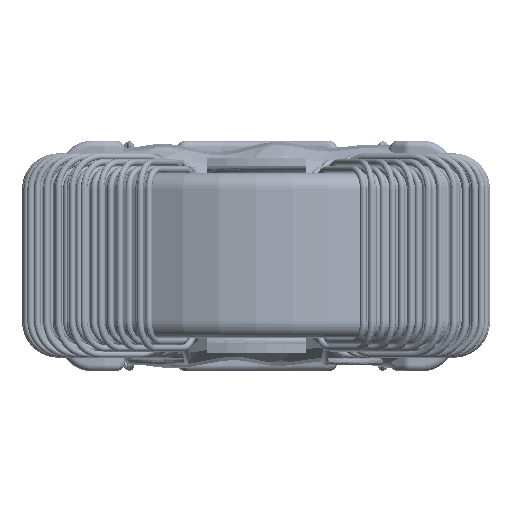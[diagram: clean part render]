
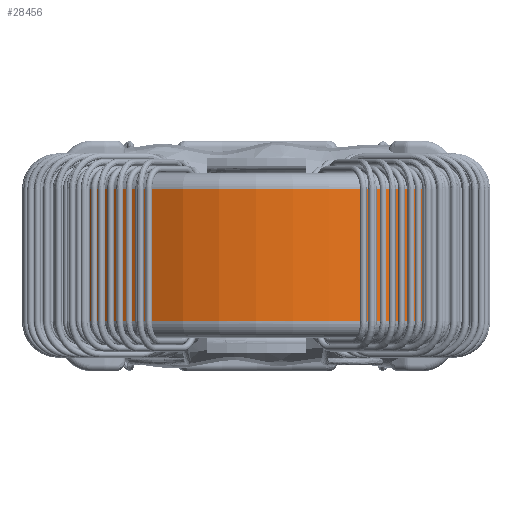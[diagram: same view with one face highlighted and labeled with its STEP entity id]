
A CAD part, top view. The second image highlights one B-rep face of the part: STEP entity #28456.
In plain terms, the highlighted cylindrical face has radius 6.5 mm (diameter 13 mm), a full revolution.
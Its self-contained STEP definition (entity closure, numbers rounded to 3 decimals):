
#2961=ORIENTED_EDGE('',*,*,#6338,.T.);
#2962=ORIENTED_EDGE('',*,*,#6339,.T.);
#6338=EDGE_CURVE('',#8342,#8342,#10048,.F.);
#6339=EDGE_CURVE('',#8343,#8343,#10049,.T.);
#8342=VERTEX_POINT('',#63534);
#8343=VERTEX_POINT('',#63536);
#10048=CIRCLE('',#30481,6.5);
#10049=CIRCLE('',#30482,6.5);
#12181=EDGE_LOOP('',(#2961));
#12182=EDGE_LOOP('',(#2962));
#15082=FACE_BOUND('',#12181,.T.);
#15083=FACE_BOUND('',#12182,.T.);
#17017=CYLINDRICAL_SURFACE('',#30480,6.5);
#28456=ADVANCED_FACE('',(#15082,#15083),#17017,.T.);
#30480=AXIS2_PLACEMENT_3D('',#63532,#34186,#34187);
#30481=AXIS2_PLACEMENT_3D('',#63533,#34188,#34189);
#30482=AXIS2_PLACEMENT_3D('',#63535,#34190,#34191);
#34186=DIRECTION('',(0.,1.,0.));
#34187=DIRECTION('',(0.,0.,1.));
#34188=DIRECTION('',(0.,1.,0.));
#34189=DIRECTION('',(0.,0.,1.));
#34190=DIRECTION('',(0.,1.,0.));
#34191=DIRECTION('',(0.,0.,1.));
#63532=CARTESIAN_POINT('',(0.,-2.5,9.52));
#63533=CARTESIAN_POINT('',(0.,2.,9.52));
#63534=CARTESIAN_POINT('',(0.,2.,16.02));
#63535=CARTESIAN_POINT('',(0.,-2.,9.52));
#63536=CARTESIAN_POINT('',(0.,-2.,16.02));
